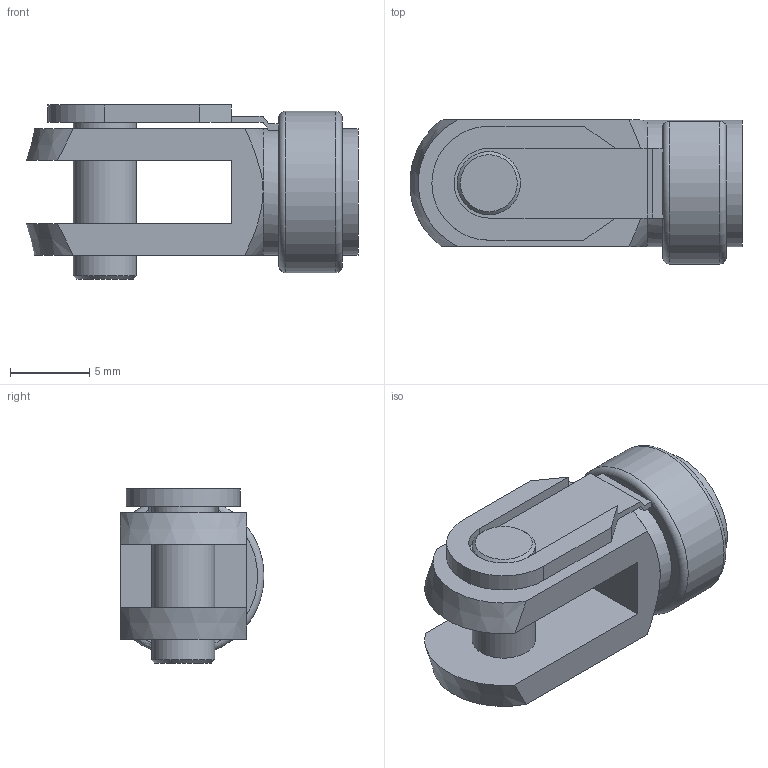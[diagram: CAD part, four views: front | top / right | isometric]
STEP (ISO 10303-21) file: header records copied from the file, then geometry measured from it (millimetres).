
FILE_DESCRIPTION((''),'2;1');
FILE_NAME('FC0.4x0.7.stp','2016-07-14T09:42:51',('carlo.corazza'),(''),'Autodesk Inventor 2013','Autodesk Inventor 2013','');
FILE_SCHEMA(('AUTOMOTIVE_DESIGN { 1 0 10303 214 1 1 1 1 }'));
Length unit declared in the file: millimetre
Products named in the file (1): FC0.4x0.7
Bounding box: 20.98 x 9.1 x 11 mm (x, y, z)
Volume: 990.3 mm3; surface area: 1201.1 mm2
Topology: 1 solids, 1 shells, 53 faces, 135 edges, 87 vertices
Faces by surface type: plane 32, cone 10, cylinder 9, torus 2
Full cylindrical faces by diameter (mm): 3.242 x1, 4 x4, 8 x1
Entity records: 1546 total; most frequent: CARTESIAN_POINT 296, DIRECTION 254, ORIENTED_EDGE 244, EDGE_CURVE 122, AXIS2_PLACEMENT_3D 94, VERTEX_POINT 84, EDGE_LOOP 70, VECTOR 66
